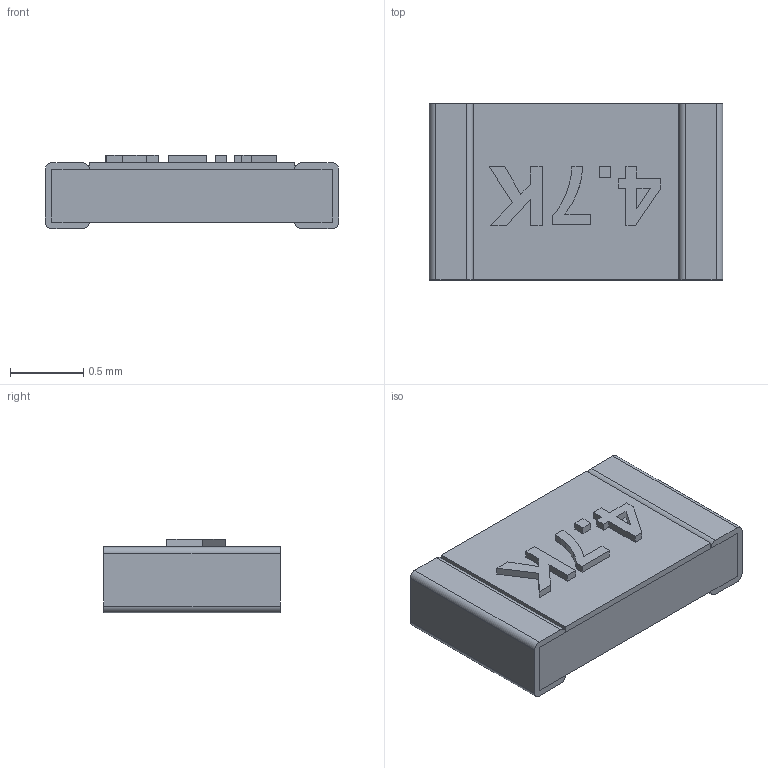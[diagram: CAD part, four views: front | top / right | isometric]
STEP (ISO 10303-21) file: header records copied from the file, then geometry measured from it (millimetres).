
FILE_DESCRIPTION(/* description */ (''),/* implementation_level */ '2;1');
FILE_NAME(/* name */ 'R_0805_2012Metric-4700.step',/* time_stamp */ '2022-10-06T22:45:09-04:00',/* author */ (''),/* organization */ (''),/* preprocessor_version */ 'ST-DEVELOPER v19',/* originating_system */ 'Autodesk Translation Framework v11.7.0.108',/* authorisation */ '');
FILE_SCHEMA (('AUTOMOTIVE_DESIGN { 1 0 10303 214 3 1 1 }'));
Length unit declared in the file: millimetre
Products named in the file (1): (Unsaved)
Bounding box: 2 x 1.2 x 0.5 mm (x, y, z)
Volume: 1 mm3; surface area: 8 mm2
Topology: 1 solids, 1 shells, 71 faces, 188 edges, 124 vertices
Faces by surface type: plane 58, cylinder 8, bspline 5
Entity records: 2311 total; most frequent: CARTESIAN_POINT 469, ORIENTED_EDGE 376, DIRECTION 328, EDGE_CURVE 188, LINE 162, VECTOR 162, VERTEX_POINT 124, AXIS2_PLACEMENT_3D 83
